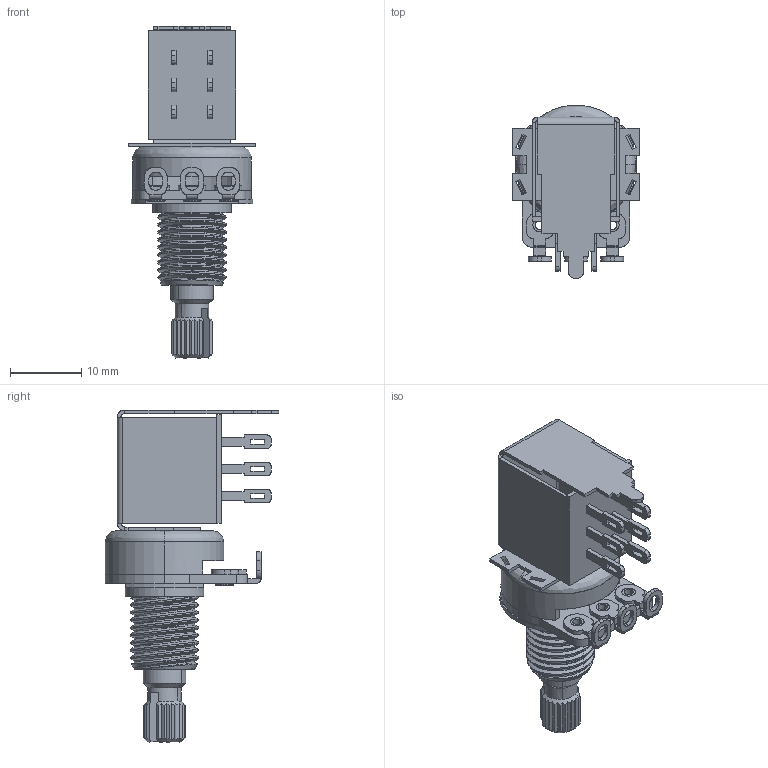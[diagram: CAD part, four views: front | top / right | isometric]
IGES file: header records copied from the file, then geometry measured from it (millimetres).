
Start section: SolidWorks IGES file using analytic representation for surfaces
Global section: file name: Switch_Pot_Small_Shaft.IGS; native system: SolidWorks 2012; preprocessor: SolidWorks 2012; author: AG_Work; date: 120906.093823; units: inch
Bounding box: 17.78 x 24.34 x 46.48 mm (x, y, z)
Surface area: 6918.6 mm2 (no closed solid volume)
Topology: 0 solids, 0 shells, 545 faces, 5602 edges, 5602 vertices
Faces by surface type: bspline 329, revolution 216
